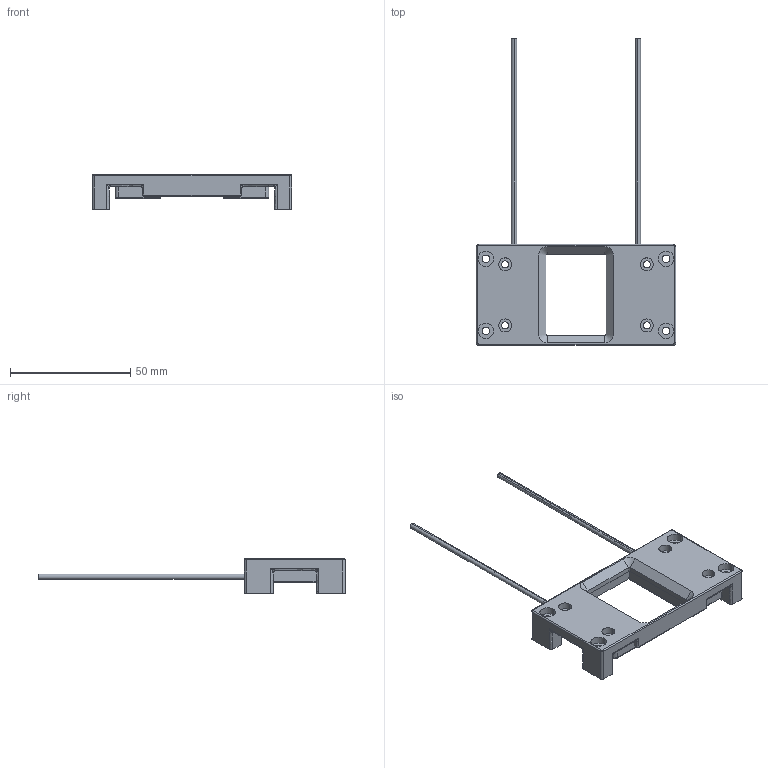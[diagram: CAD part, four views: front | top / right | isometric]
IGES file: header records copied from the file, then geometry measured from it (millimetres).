
Start section:  PTC IGES file: 145589.igs
Global section: file name: 145589.igs; native system: Pro/ENGINEER by Parametric Technology Corporation; preprocessor: 2009141; author: banengservice; organization: Unknown; date: 20110707.082912; units: inch
Bounding box: 83 x 127.71 x 14.5 mm (x, y, z)
Volume: 19495.3 mm3; surface area: 17856.2 mm2
Topology: 17 solids, 21 shells, 1300 faces, 3416 edges, 2222 vertices
Faces by surface type: bspline 830, revolution 456, extrusion 14
